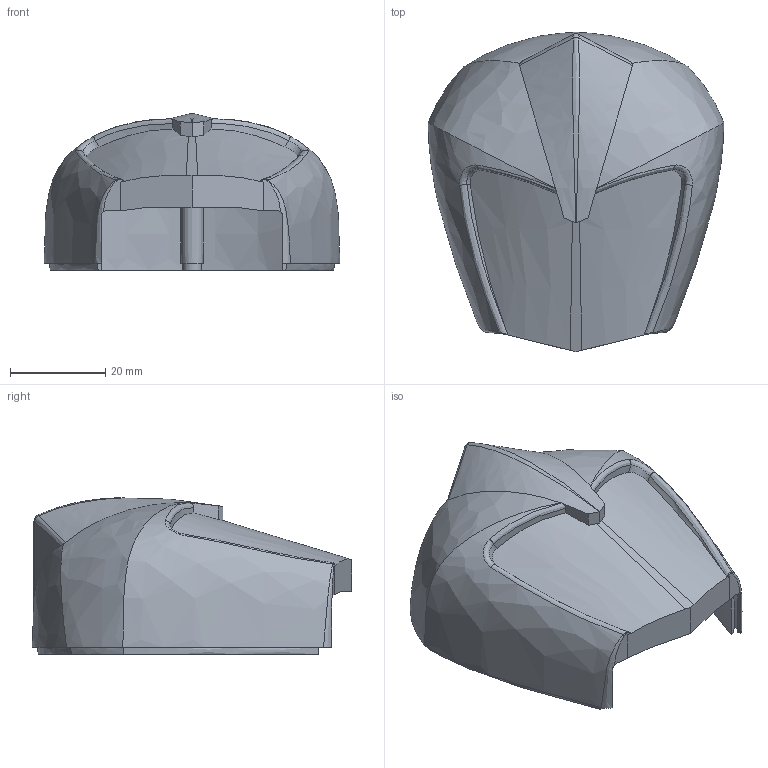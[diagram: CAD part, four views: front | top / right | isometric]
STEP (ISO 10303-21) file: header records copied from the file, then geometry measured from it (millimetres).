
FILE_DESCRIPTION((''),'2;1');
FILE_NAME('PRT_BIO2_SKIN_HEAD_FINAL_F_V2','2010-12-08T',('yunever'),(''),'PRO/ENGINEER BY PARAMETRIC TECHNOLOGY CORPORATION, 2009060','PRO/ENGINEER BY PARAMETRIC TECHNOLOGY CORPORATION, 2009060','');
FILE_SCHEMA(('CONFIG_CONTROL_DESIGN'));
Length unit declared in the file: millimetre
Products named in the file (1): PRT_BIO2_SKIN_HEAD_FINAL_F_V2
Bounding box: 62 x 67 x 32.89 mm (x, y, z)
Volume: 9370.9 mm3; surface area: 15207.9 mm2
Topology: 1 solids, 1 shells, 134 faces, 372 edges, 241 vertices
Faces by surface type: bspline 62, plane 39, cylinder 18, extrusion 12, cone 3
Entity records: 9328 total; most frequent: CARTESIAN_POINT 6568, ORIENTED_EDGE 740, EDGE_CURVE 370, DIRECTION 281, B_SPLINE_CURVE_WITH_KNOTS 268, VERTEX_POINT 241, EDGE_LOOP 137, FACE_OUTER_BOUND 134
